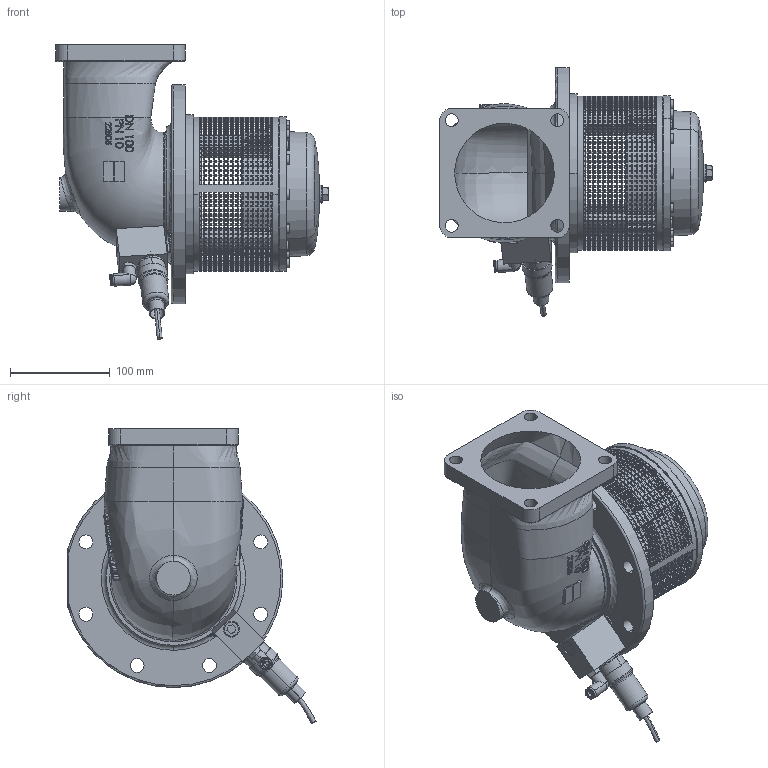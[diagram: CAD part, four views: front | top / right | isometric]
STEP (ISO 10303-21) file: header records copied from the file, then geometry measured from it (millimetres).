
FILE_DESCRIPTION (( 'STEP AP214' ), '1' );
FILE_NAME ('BO100-F2-SPD_252402.STEP', '2014-04-02T07:16:49', ( 'Admin2' ), ( '' ), 'SwSTEP 2.0', 'SolidWorks 2010', '' );
FILE_SCHEMA (( 'AUTOMOTIVE_DESIGN' ));
Length unit declared in the file: millimetre
Products named in the file (1): BO100-F2-SPD_252402
Bounding box: 273.7 x 249.41 x 295.68 mm (x, y, z)
Surface area: 426468.3 mm2 (no closed solid volume)
Topology: 0 solids, 73 shells, 5854 faces, 21008 edges, 14277 vertices
Faces by surface type: plane 5297, bspline 232, cylinder 197, torus 66, cone 60, sphere 2
Entity records: 424600 total; most frequent: CARTESIAN_POINT 174378, DIRECTION 37722, ORIENTED_EDGE 36986, EDGE_CURVE 20992, VERTEX_POINT 14274, VECTOR 12962, LINE 12962, AXIS2_PLACEMENT_3D 12380
